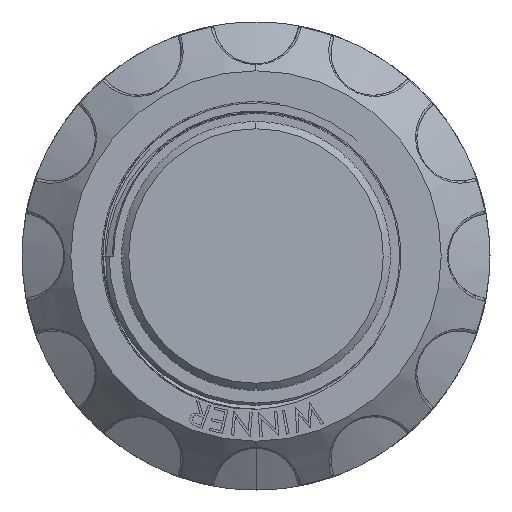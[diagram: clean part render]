
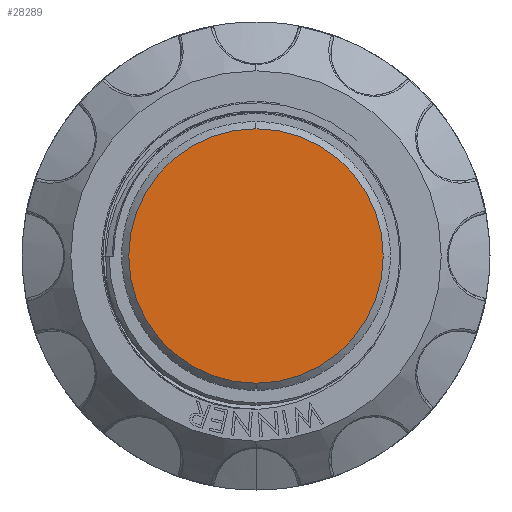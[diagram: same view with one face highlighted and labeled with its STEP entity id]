
A CAD part, left-side view. The second image highlights one B-rep face of the part: STEP entity #28289.
In plain terms, the highlighted planar face has unit normal (-1, 0, 0).
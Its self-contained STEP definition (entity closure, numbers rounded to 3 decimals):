
#267 = DIRECTION ( 'NONE',  ( 1., 0., 0. ) ) ;
#294 = VERTEX_POINT ( 'NONE', #28998 ) ;
#2624 = DIRECTION ( 'NONE',  ( 0., 0., -1. ) ) ;
#4313 = CIRCLE ( 'NONE', #10311, 9. ) ;
#5206 = PLANE ( 'NONE',  #14529 ) ;
#8386 = CARTESIAN_POINT ( 'NONE',  ( -100.7, 0., 9. ) ) ;
#9089 = DIRECTION ( 'NONE',  ( -1., 0., 0. ) ) ;
#9090 = EDGE_LOOP ( 'NONE', ( #30663, #23767 ) ) ;
#10311 = AXIS2_PLACEMENT_3D ( 'NONE', #30951, #12982, #25562 ) ;
#12982 = DIRECTION ( 'NONE',  ( -1., 0., 0. ) ) ;
#14529 = AXIS2_PLACEMENT_3D ( 'NONE', #15592, #267, #2624 ) ;
#15592 = CARTESIAN_POINT ( 'NONE',  ( -100.7, 0., 0. ) ) ;
#15714 = AXIS2_PLACEMENT_3D ( 'NONE', #16783, #9089, #27085 ) ;
#16418 = EDGE_CURVE ( 'NONE', #294, #21060, #30939, .T. ) ;
#16783 = CARTESIAN_POINT ( 'NONE',  ( -100.7, 0., 0. ) ) ;
#19035 = FACE_OUTER_BOUND ( 'NONE', #9090, .T. ) ;
#19205 = EDGE_CURVE ( 'NONE', #21060, #294, #4313, .T. ) ;
#21060 = VERTEX_POINT ( 'NONE', #8386 ) ;
#23767 = ORIENTED_EDGE ( 'NONE', *, *, #19205, .T. ) ;
#25562 = DIRECTION ( 'NONE',  ( 0., 0., -1. ) ) ;
#27085 = DIRECTION ( 'NONE',  ( 0., 0., -1. ) ) ;
#28289 = ADVANCED_FACE ( 'NONE', ( #19035 ), #5206, .F. ) ;
#28998 = CARTESIAN_POINT ( 'NONE',  ( -100.7, 0., -9. ) ) ;
#30663 = ORIENTED_EDGE ( 'NONE', *, *, #16418, .T. ) ;
#30939 = CIRCLE ( 'NONE', #15714, 9. ) ;
#30951 = CARTESIAN_POINT ( 'NONE',  ( -100.7, 0., 0. ) ) ;
